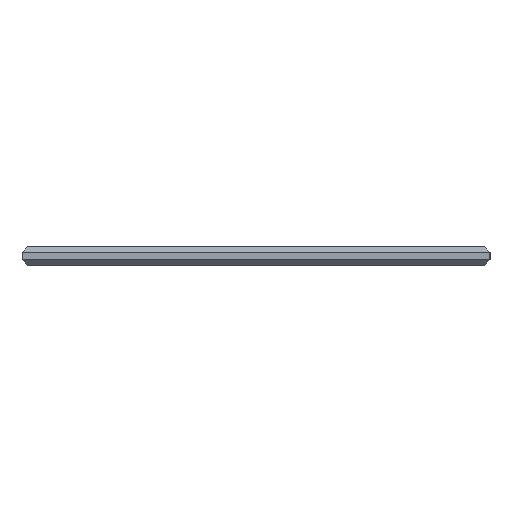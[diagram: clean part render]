
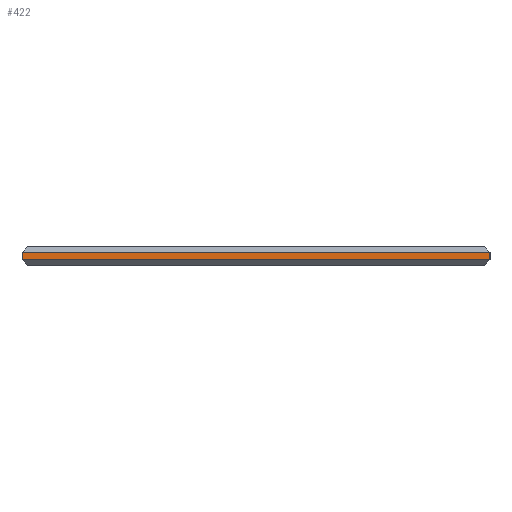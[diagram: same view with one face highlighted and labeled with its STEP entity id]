
A CAD part, left-side view. The second image highlights one B-rep face of the part: STEP entity #422.
In plain terms, the highlighted planar face has unit normal (-1, 0, 0).
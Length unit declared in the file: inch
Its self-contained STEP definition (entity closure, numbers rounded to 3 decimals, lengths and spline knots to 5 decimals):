
#229 = DIRECTION ( 'NONE',  ( 0., -1., 0. ) ) ;
#248 = DIRECTION ( 'NONE',  ( 0., 0., -1. ) ) ;
#250 = CARTESIAN_POINT ( 'NONE',  ( 0., 0.98425, 0.03937 ) ) ;
#288 = CARTESIAN_POINT ( 'NONE',  ( 0., 0., 0.01181 ) ) ;
#415 = EDGE_CURVE ( 'NONE', #1310, #1313, #648, .T. ) ;
#422 = ADVANCED_FACE ( 'NONE', ( #654 ), #905, .F. ) ;
#566 = EDGE_CURVE ( 'NONE', #1313, #1308, #752, .T. ) ;
#577 = EDGE_CURVE ( 'NONE', #1308, #2972, #761, .T. ) ;
#632 = EDGE_CURVE ( 'NONE', #1310, #2972, #1522, .T. ) ;
#648 = LINE ( 'NONE', #3255, #3001 ) ;
#654 = FACE_OUTER_BOUND ( 'NONE', #3147, .T. ) ;
#752 = LINE ( 'NONE', #250, #3038 ) ;
#761 = LINE ( 'NONE', #288, #3044 ) ;
#808 = CARTESIAN_POINT ( 'NONE',  ( 0., 0., 0.03937 ) ) ;
#905 = PLANE ( 'NONE',  #3006 ) ;
#1077 = DIRECTION ( 'NONE',  ( 1., 0., 0. ) ) ;
#1087 = DIRECTION ( 'NONE',  ( 0., 0., -1. ) ) ;
#1147 = VECTOR ( 'NONE', #1711, 39.37008 ) ;
#1308 = VERTEX_POINT ( 'NONE', #1804 ) ;
#1310 = VERTEX_POINT ( 'NONE', #1854 ) ;
#1313 = VERTEX_POINT ( 'NONE', #1869 ) ;
#1360 = ORIENTED_EDGE ( 'NONE', *, *, #415, .T. ) ;
#1386 = ORIENTED_EDGE ( 'NONE', *, *, #566, .T. ) ;
#1393 = ORIENTED_EDGE ( 'NONE', *, *, #632, .F. ) ;
#1522 = LINE ( 'NONE', #1708, #1147 ) ;
#1708 = CARTESIAN_POINT ( 'NONE',  ( 0., 0., 0.03937 ) ) ;
#1711 = DIRECTION ( 'NONE',  ( 0., 0., -1. ) ) ;
#1804 = CARTESIAN_POINT ( 'NONE',  ( 0., 0.98425, 0.01181 ) ) ;
#1854 = CARTESIAN_POINT ( 'NONE',  ( 0., 0., 0.02756 ) ) ;
#1869 = CARTESIAN_POINT ( 'NONE',  ( 0., 0.98425, 0.02756 ) ) ;
#1966 = CARTESIAN_POINT ( 'NONE',  ( 0., 0., 0.01181 ) ) ;
#2972 = VERTEX_POINT ( 'NONE', #1966 ) ;
#3001 = VECTOR ( 'NONE', #3235, 39.37008 ) ;
#3006 = AXIS2_PLACEMENT_3D ( 'NONE', #808, #1077, #1087 ) ;
#3038 = VECTOR ( 'NONE', #248, 39.37008 ) ;
#3044 = VECTOR ( 'NONE', #229, 39.37008 ) ;
#3147 = EDGE_LOOP ( 'NONE', ( #1386, #4066, #1393, #1360 ) ) ;
#3235 = DIRECTION ( 'NONE',  ( 0., 1., 0. ) ) ;
#3255 = CARTESIAN_POINT ( 'NONE',  ( 0., 0., 0.02756 ) ) ;
#4066 = ORIENTED_EDGE ( 'NONE', *, *, #577, .T. ) ;
